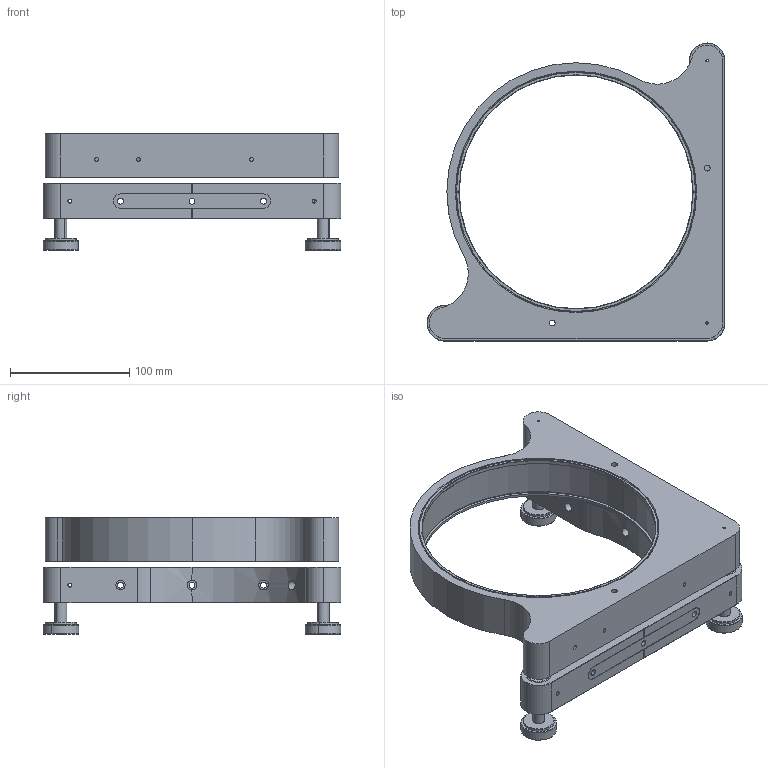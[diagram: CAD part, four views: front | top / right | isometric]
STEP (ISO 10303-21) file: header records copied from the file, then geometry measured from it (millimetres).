
FILE_DESCRIPTION (( 'STEP AP203' ), '1' );
FILE_NAME ('1.1.1.75_ZJB-M201-3_光学调整架，用于φ200mm光学元件，含一个M201 x 0.5卡环，三轴.STEP', '2024-04-06T03:11:24', ( '' ), ( '' ), 'SwSTEP 2.0', 'SolidWorks 2021', '' );
FILE_SCHEMA (( 'CONFIG_CONTROL_DESIGN' ));
Length unit declared in the file: millimetre
Products named in the file (1): 1.1.1.75_ZJB-M201-3_光学调整架，用于φ200mm光学元件，含一个M201 x 0.5卡环，三轴
Bounding box: 250 x 250 x 97.75 mm (x, y, z)
Surface area: 189659.2 mm2 (no closed solid volume)
Topology: 0 solids, 20 shells, 358 faces, 1035 edges, 687 vertices
Faces by surface type: cylinder 166, plane 117, cone 73, torus 2
Entity records: 12780 total; most frequent: CARTESIAN_POINT 2954, DIRECTION 2194, ORIENTED_EDGE 1829, EDGE_CURVE 1035, AXIS2_PLACEMENT_3D 850, VERTEX_POINT 687, LINE 494, VECTOR 494
